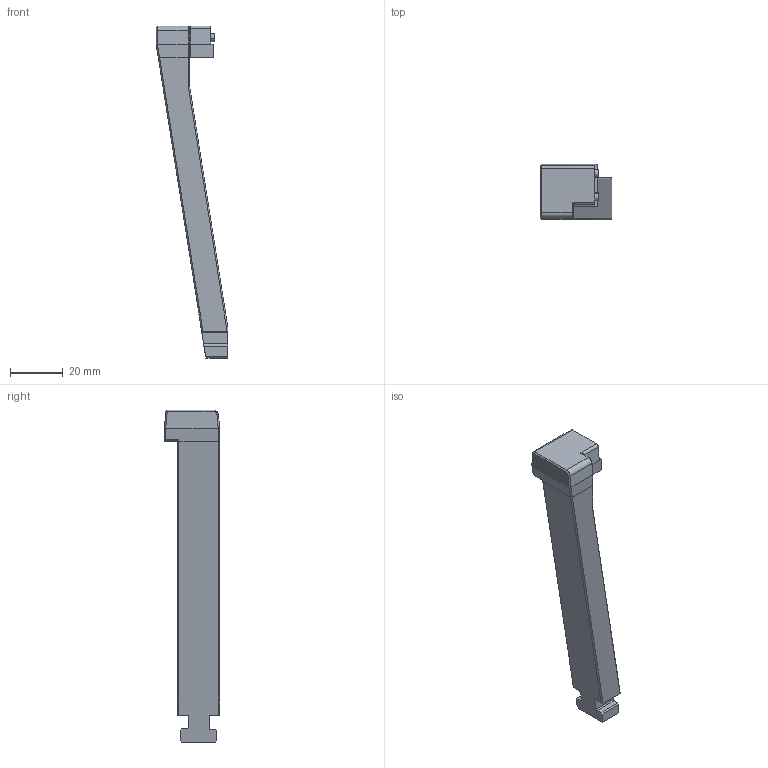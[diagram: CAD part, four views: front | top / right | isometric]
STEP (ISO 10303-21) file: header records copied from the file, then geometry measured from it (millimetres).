
FILE_DESCRIPTION(/* description */ (''),/* implementation_level */ '2;1');
FILE_NAME(/* name */ 'LIFTER-2IT0588-01.stp',/* time_stamp */ '2025-02-07T17:00:37+06:00',/* author */ (''),/* organization */ (''),/* preprocessor_version */ 'ST-DEVELOPER v16',/* originating_system */ 'SIEMENS PLM Software NX 11.0',/* authorisation */ '');
FILE_SCHEMA (('AUTOMOTIVE_DESIGN { 1 0 10303 214 3 1 1 1 }'));
Length unit declared in the file: millimetre
Products named in the file (1): desiE7CCAE56b94a
Bounding box: 27.13 x 20.86 x 125.59 mm (x, y, z)
Volume: 22215.8 mm3; surface area: 7596.6 mm2
Topology: 1 solids, 1 shells, 83 faces, 214 edges, 136 vertices
Faces by surface type: plane 52, cylinder 20, cone 7, bspline 3, torus 1
Entity records: 2849 total; most frequent: CARTESIAN_POINT 620, ORIENTED_EDGE 428, DIRECTION 409, EDGE_CURVE 214, LINE 161, VECTOR 161, VERTEX_POINT 136, AXIS2_PLACEMENT_3D 124
